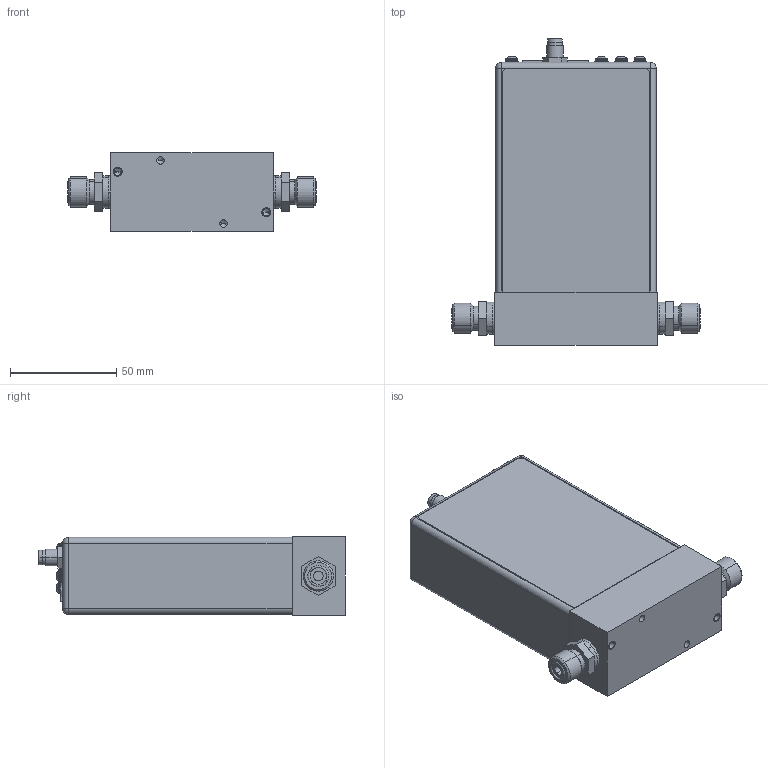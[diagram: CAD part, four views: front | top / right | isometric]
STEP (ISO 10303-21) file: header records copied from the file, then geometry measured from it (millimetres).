
FILE_DESCRIPTION((''),'2;1');
FILE_NAME('GE50A_ECAT_5-PIN_4VCO_ASM','2014-03-20T',('cockrofm'),('MKS Instruments, Inc.'),'PRO/ENGINEER BY PARAMETRIC TECHNOLOGY CORPORATION, 2009060','PRO/ENGINEER BY PARAMETRIC TECHNOLOGY CORPORATION, 2009060','');
FILE_SCHEMA(('AUTOMOTIVE_DESIGN { 1 2 10303 214 0 1 1 1 }'));
Length unit declared in the file: inch
Products named in the file (11): 118253_DUMMY_OUTLINE; 116159_FITTING_4VCO; 4VCO_ASM; 1053764_ENCLOSURE_ETHERCAT; 1200905080; 1200905080_NUT; 1053479_RJ45_DOUBLE_CONN; 1011702-002_4-40_PAN-HD-SEMS; 1053560_LABEL_TOP_ETHERCAT; 1042639-001_FRT; GE50A_ECAT_5-PIN_4VCO_ASM
Assembly tree (15 placements, depth 3):
  GE50A_ECAT_5-PIN_4VCO_ASM
    4VCO_ASM
      118253_DUMMY_OUTLINE
      116159_FITTING_4VCO  x2
    1053764_ENCLOSURE_ETHERCAT
    1200905080
    1200905080_NUT
    1053479_RJ45_DOUBLE_CONN
    1011702-002_4-40_PAN-HD-SEMS  x4
    1053560_LABEL_TOP_ETHERCAT
    1042639-001_FRT  x2
Bounding box: 116.92 x 144.15 x 36.83 mm (x, y, z)
Volume: 102324.1 mm3; surface area: 104070.1 mm2
Topology: 14 solids, 22 shells, 609 faces, 1462 edges, 922 vertices
Faces by surface type: plane 258, cylinder 193, bspline 80, torus 32, cone 30, sphere 16
Entity records: 14893 total; most frequent: CARTESIAN_POINT 2534, DIRECTION 2102, ORIENTED_EDGE 1872, EDGE_CURVE 948, AXIS2_PLACEMENT_3D 781, PRESENTATION_STYLE_ASSIGNMENT 673, STYLED_ITEM 671, CURVE_STYLE 664
